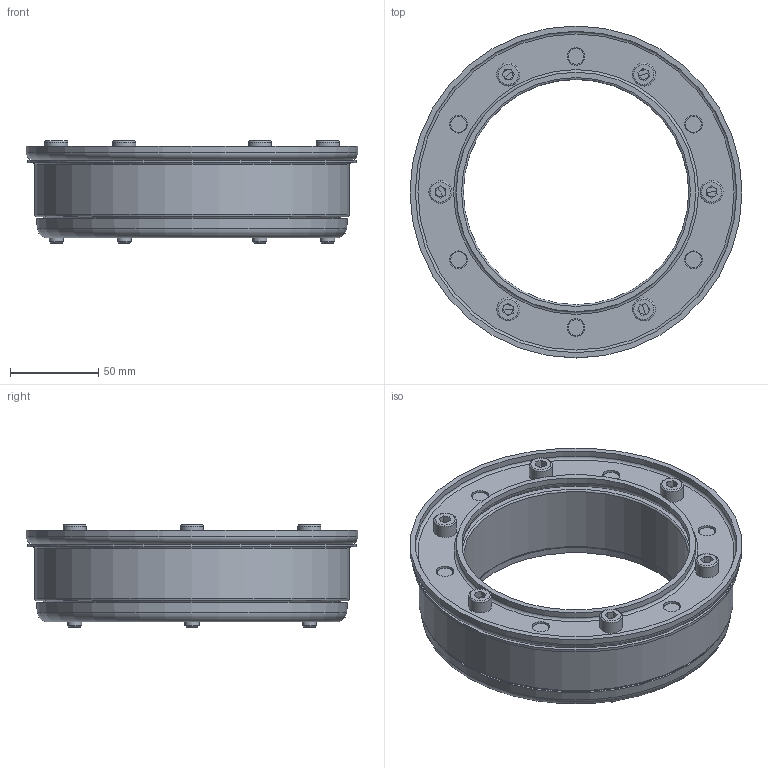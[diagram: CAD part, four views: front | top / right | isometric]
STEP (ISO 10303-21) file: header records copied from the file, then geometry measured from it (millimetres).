
FILE_DESCRIPTION(/* description */ (''),/* implementation_level */ '2;1');
FILE_NAME(/* name */ 'SPM178.stp',/* time_stamp */ '2022-04-07T09:28:22+02:00',/* author */ ('ENTER YOUR USERNAME'),/* organization */ (''),/* preprocessor_version */ 'ST-DEVELOPER v17.2',/* originating_system */ 'Autodesk Inventor 2019',/* authorisation */ '');
FILE_SCHEMA (('AUTOMOTIVE_DESIGN { 1 0 10303 214 3 1 1 }'));
Length unit declared in the file: millimetre
Products named in the file (6): SPM178; 100-074677; 100-074678; 100-074679; 100-074680; ISO 4762 - M8 x 50
Assembly tree (10 placements, depth 3):
  SPM178
    100-074677
      100-074678
      100-074679
      100-074680
      ISO 4762 - M8 x 50  x6
Bounding box: 188 x 188 x 58 mm (x, y, z)
Volume: 579831.7 mm3; surface area: 152661.7 mm2
Topology: 9 solids, 9 shells, 184 faces, 504 edges, 355 vertices
Faces by surface type: plane 71, cylinder 62, cone 27, torus 24
Full cylindrical faces by diameter (mm): 7.25 x6, 7.9 x12, 8 x12, 8.3 x6, 9 x6, 10 x6, 13 x6, 127.6 x1, 129.6 x2, 135.6 x1, 178 x1, 182 x1, 186 x1, 188 x1
Entity records: 4000 total; most frequent: DIRECTION 751, CARTESIAN_POINT 647, ORIENTED_EDGE 596, AXIS2_PLACEMENT_3D 335, EDGE_CURVE 298, CIRCLE 210, VERTEX_POINT 210, EDGE_LOOP 176
